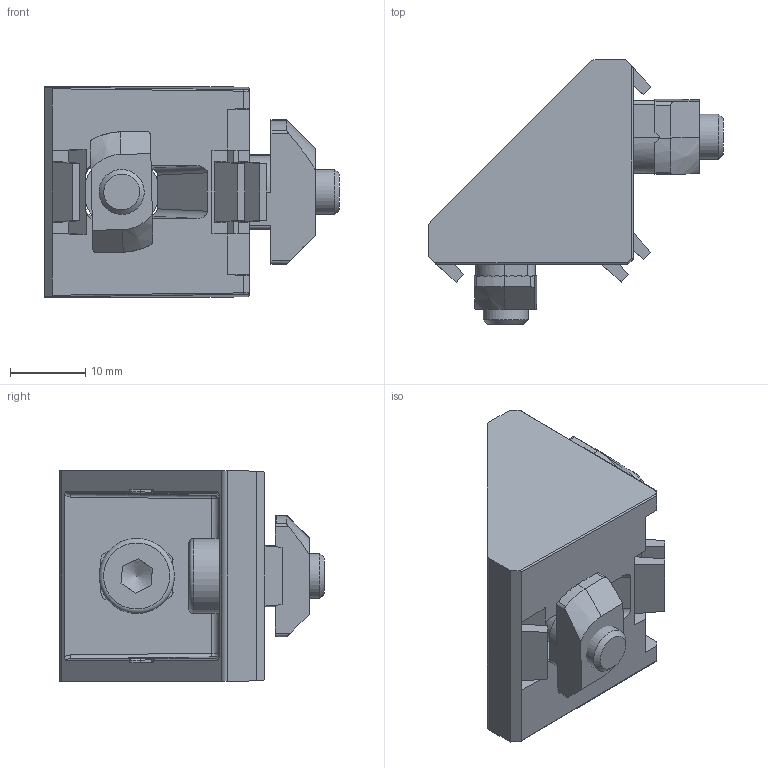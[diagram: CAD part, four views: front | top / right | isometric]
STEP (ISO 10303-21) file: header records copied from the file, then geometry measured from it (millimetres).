
FILE_DESCRIPTION(/* description */ (''),/* implementation_level */ '2;1');
FILE_NAME(/* name */ 'Syskomp 402538711 Winkel 30x30 silber 8_10 inkl Bef.stp',/* time_stamp */ '2014-01-15T09:09:36+01:00',/* author */ ('mstrom'),/* organization */ (''),/* preprocessor_version */ 'ST-DEVELOPER v15.2',/* originating_system */ 'Autodesk Inventor 2014',/* authorisation */ '0 mm^3');
FILE_SCHEMA (('AUTOMOTIVE_DESIGN { 1 0 10303 214 3 1 1 }'));
Length unit declared in the file: millimetre
Products named in the file (6): Syskomp 482523525 Winkel 30x30; DIN 7984 - M6 x 14; DIN 7984 - M6 x 18; Syskomp 482501753 Hammermutter N8 M6 verzinkt; Syskomp 412530285 Hammermutter N10 M6 verzinkt; Syskomp 402538711 Winkel 30x30 silber 8_10 inkl Bef
Bounding box: 39.2 x 35.2 x 28 mm (x, y, z)
Volume: 10989.8 mm3; surface area: 7275.1 mm2
Topology: 5 solids, 5 shells, 233 faces, 614 edges, 394 vertices
Faces by surface type: plane 146, cylinder 61, bspline 14, cone 8, torus 4
Full cylindrical faces by diameter (mm): 4.917 x2, 6 x2, 10 x2
Entity records: 7703 total; most frequent: CARTESIAN_POINT 1785, ORIENTED_EDGE 1188, DIRECTION 1184, EDGE_CURVE 594, AXIS2_PLACEMENT_3D 400, VERTEX_POINT 388, LINE 384, VECTOR 384
